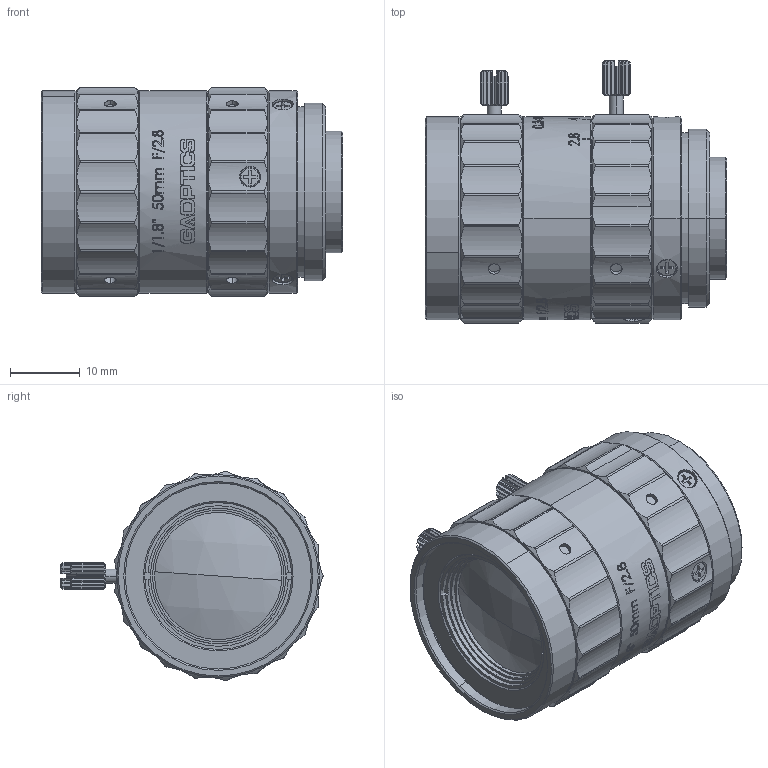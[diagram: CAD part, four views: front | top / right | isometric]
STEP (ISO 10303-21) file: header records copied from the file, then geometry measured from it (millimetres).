
FILE_DESCRIPTION (( 'STEP AP203' ), '1' );
FILE_NAME ('600043.STEP', '2021-08-06T07:26:02', ( '' ), ( '' ), 'SwSTEP 2.0', 'SolidWorks 2020', '' );
FILE_SCHEMA (( 'CONFIG_CONTROL_DESIGN' ));
Products named in the file (1): 600043
Bounding box: 43.1 x 37.5 x 29.92 mm (x, y, z)
Volume: 23922.6 mm3; surface area: 10774.5 mm2
Topology: 7 solids, 8 shells, 1398 faces, 3615 edges, 2346 vertices
Faces by surface type: plane 445, bspline 437, cylinder 343, cone 167, sphere 6
Entity records: 82788 total; most frequent: CARTESIAN_POINT 52815, ORIENTED_EDGE 7218, DIRECTION 4374, EDGE_CURVE 3609, VERTEX_POINT 2346, B_SPLINE_CURVE_WITH_KNOTS 1673, EDGE_LOOP 1529, AXIS2_PLACEMENT_3D 1488
